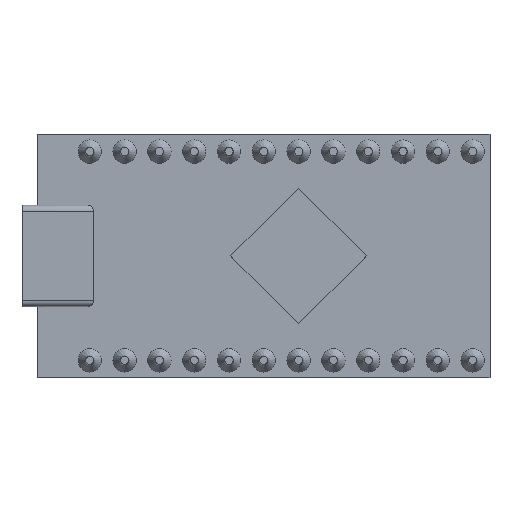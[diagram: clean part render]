
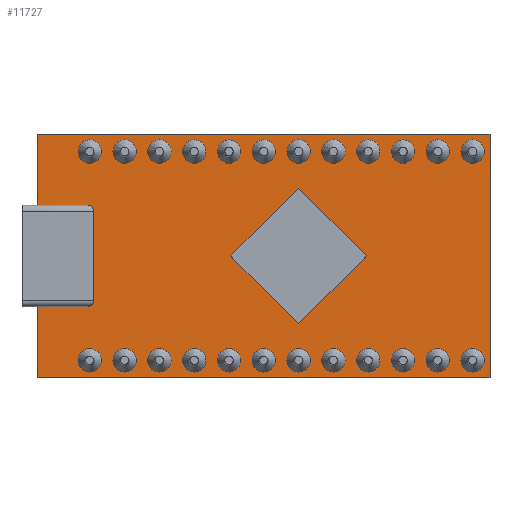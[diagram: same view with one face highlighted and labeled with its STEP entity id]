
A CAD part, top view. The second image highlights one B-rep face of the part: STEP entity #11727.
In plain terms, the highlighted planar face has unit normal (0, 0, 1).
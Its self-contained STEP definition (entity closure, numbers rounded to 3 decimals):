
#11606 = VERTEX_POINT('',#11607);
#11607 = CARTESIAN_POINT('',(33.02,8.89,3.5));
#11613 = EDGE_CURVE('',#11614,#11606,#11616,.T.);
#11614 = VERTEX_POINT('',#11615);
#11615 = CARTESIAN_POINT('',(33.02,-8.89,3.5));
#11616 = LINE('',#11617,#11618);
#11617 = CARTESIAN_POINT('',(33.02,-8.89,3.5));
#11618 = VECTOR('',#11619,1.);
#11619 = DIRECTION('',(0.,1.,0.));
#11644 = EDGE_CURVE('',#11645,#11614,#11647,.T.);
#11645 = VERTEX_POINT('',#11646);
#11646 = CARTESIAN_POINT('',(0.,-8.89,3.5));
#11647 = LINE('',#11648,#11649);
#11648 = CARTESIAN_POINT('',(0.,-8.89,3.5));
#11649 = VECTOR('',#11650,1.);
#11650 = DIRECTION('',(1.,0.,0.));
#11675 = EDGE_CURVE('',#11676,#11645,#11678,.T.);
#11676 = VERTEX_POINT('',#11677);
#11677 = CARTESIAN_POINT('',(0.,8.89,3.5));
#11678 = LINE('',#11679,#11680);
#11679 = CARTESIAN_POINT('',(0.,8.89,3.5));
#11680 = VECTOR('',#11681,1.);
#11681 = DIRECTION('',(0.,-1.,0.));
#11704 = EDGE_CURVE('',#11606,#11676,#11705,.T.);
#11705 = LINE('',#11706,#11707);
#11706 = CARTESIAN_POINT('',(33.02,8.89,3.5));
#11707 = VECTOR('',#11708,1.);
#11708 = DIRECTION('',(-1.,0.,0.));
#11727 = ADVANCED_FACE('',(#11728),#11734,.T.);
#11728 = FACE_BOUND('',#11729,.T.);
#11729 = EDGE_LOOP('',(#11730,#11731,#11732,#11733));
#11730 = ORIENTED_EDGE('',*,*,#11704,.T.);
#11731 = ORIENTED_EDGE('',*,*,#11675,.T.);
#11732 = ORIENTED_EDGE('',*,*,#11644,.T.);
#11733 = ORIENTED_EDGE('',*,*,#11613,.T.);
#11734 = PLANE('',#11735);
#11735 = AXIS2_PLACEMENT_3D('',#11736,#11737,#11738);
#11736 = CARTESIAN_POINT('',(16.51,0.,3.5));
#11737 = DIRECTION('',(0.,0.,1.));
#11738 = DIRECTION('',(0.,-1.,0.));
